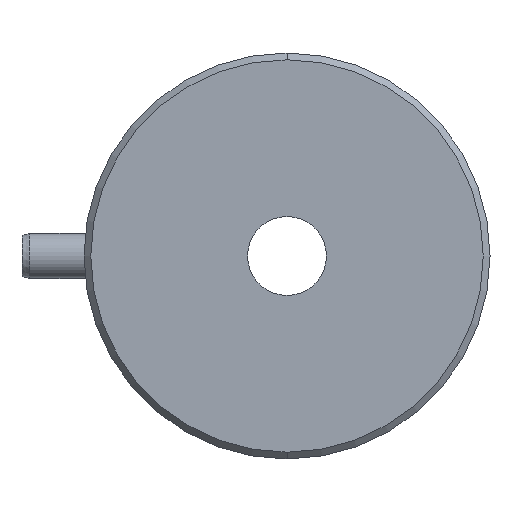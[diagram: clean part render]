
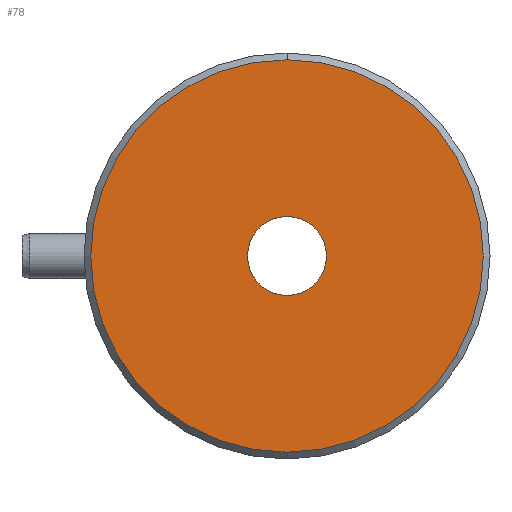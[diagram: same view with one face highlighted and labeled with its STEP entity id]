
A CAD part, front view. The second image highlights one B-rep face of the part: STEP entity #78.
In plain terms, the highlighted planar face has unit normal (0, -1, 0).
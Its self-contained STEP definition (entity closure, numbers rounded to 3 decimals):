
#22 = EDGE_CURVE ( 'NONE', #2380, #2418, #5696, .T. ) ;
#78 = ADVANCED_FACE ( 'NONE', ( #2699, #2725 ), #2707, .T. ) ;
#257 = EDGE_CURVE ( 'NONE', #2365, #2394, #4140, .T. ) ;
#262 = EDGE_CURVE ( 'NONE', #2418, #2380, #4147, .T. ) ;
#308 = EDGE_CURVE ( 'NONE', #2394, #2365, #4636, .T. ) ;
#1645 = CARTESIAN_POINT ( 'NONE',  ( 0., 0., 1.75 ) ) ;
#1648 = CARTESIAN_POINT ( 'NONE',  ( 0., 0., -1.75 ) ) ;
#1673 = CARTESIAN_POINT ( 'NONE',  ( 0., 0., -8.7 ) ) ;
#1738 = CARTESIAN_POINT ( 'NONE',  ( 0., 0., 8.7 ) ) ;
#1912 = CARTESIAN_POINT ( 'NONE',  ( 0., 0., 0. ) ) ;
#1913 = DIRECTION ( 'NONE',  ( 0., -1., 0. ) ) ;
#1920 = DIRECTION ( 'NONE',  ( 0., 0., 1. ) ) ;
#1930 = CARTESIAN_POINT ( 'NONE',  ( 0., 0., 0. ) ) ;
#1931 = DIRECTION ( 'NONE',  ( 0., 1., 0. ) ) ;
#1937 = DIRECTION ( 'NONE',  ( 0., 0., -1. ) ) ;
#2365 = VERTEX_POINT ( 'NONE', #1645 ) ;
#2380 = VERTEX_POINT ( 'NONE', #1673 ) ;
#2394 = VERTEX_POINT ( 'NONE', #1648 ) ;
#2418 = VERTEX_POINT ( 'NONE', #1738 ) ;
#2525 = DIRECTION ( 'NONE',  ( 0., -1., 0. ) ) ;
#2531 = CARTESIAN_POINT ( 'NONE',  ( 0., 0., 0. ) ) ;
#2557 = DIRECTION ( 'NONE',  ( 0., 0., -1. ) ) ;
#2699 = FACE_OUTER_BOUND ( 'NONE', #5128, .T. ) ;
#2706 = CARTESIAN_POINT ( 'NONE',  ( -1.75, 0., 0. ) ) ;
#2707 = PLANE ( 'NONE',  #5794 ) ;
#2717 = DIRECTION ( 'NONE',  ( 0., 0., -1. ) ) ;
#2725 = FACE_BOUND ( 'NONE', #5056, .T. ) ;
#2734 = DIRECTION ( 'NONE',  ( 0., -1., 0. ) ) ;
#3017 = DIRECTION ( 'NONE',  ( 0., 1., 0. ) ) ;
#3059 = DIRECTION ( 'NONE',  ( 0., 0., 1. ) ) ;
#3069 = CARTESIAN_POINT ( 'NONE',  ( 0., 0., 0. ) ) ;
#4140 = CIRCLE ( 'NONE', #4141, 1.75 ) ;
#4141 = AXIS2_PLACEMENT_3D ( 'NONE', #1930, #1931, #1920 ) ;
#4147 = CIRCLE ( 'NONE', #4148, 8.7 ) ;
#4148 = AXIS2_PLACEMENT_3D ( 'NONE', #1912, #1913, #1937 ) ;
#4636 = CIRCLE ( 'NONE', #4645, 1.75 ) ;
#4645 = AXIS2_PLACEMENT_3D ( 'NONE', #3069, #3017, #3059 ) ;
#4858 = ORIENTED_EDGE ( 'NONE', *, *, #308, .T. ) ;
#4873 = ORIENTED_EDGE ( 'NONE', *, *, #22, .T. ) ;
#4874 = ORIENTED_EDGE ( 'NONE', *, *, #257, .T. ) ;
#4908 = ORIENTED_EDGE ( 'NONE', *, *, #262, .T. ) ;
#5056 = EDGE_LOOP ( 'NONE', ( #4874, #4858 ) ) ;
#5128 = EDGE_LOOP ( 'NONE', ( #4908, #4873 ) ) ;
#5691 = AXIS2_PLACEMENT_3D ( 'NONE', #2531, #2525, #2557 ) ;
#5696 = CIRCLE ( 'NONE', #5691, 8.7 ) ;
#5794 = AXIS2_PLACEMENT_3D ( 'NONE', #2706, #2734, #2717 ) ;
